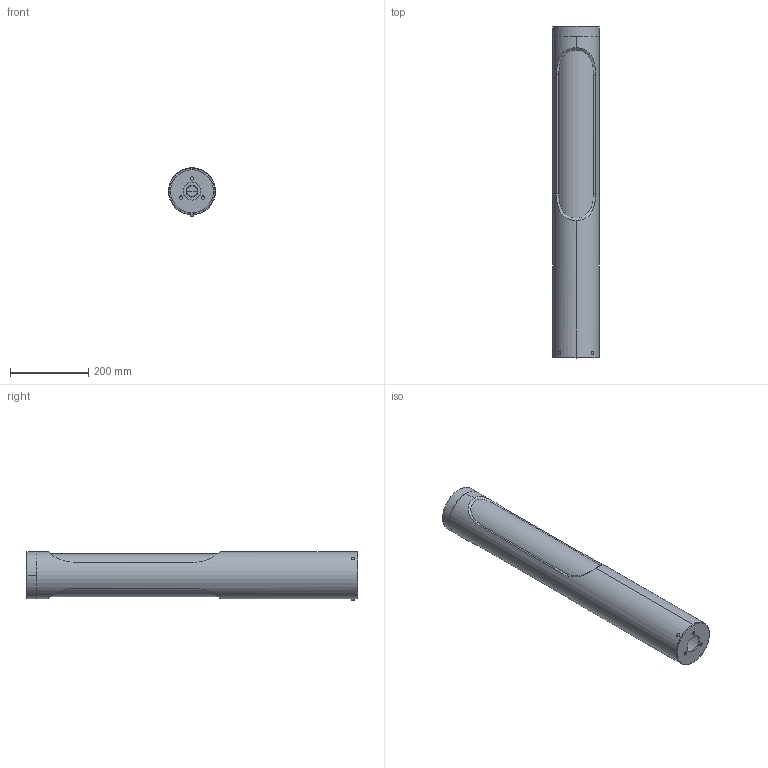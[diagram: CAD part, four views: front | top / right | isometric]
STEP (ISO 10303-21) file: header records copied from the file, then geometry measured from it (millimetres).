
FILE_DESCRIPTION (( 'STEP AP203' ), '1' );
FILE_NAME ('KISA podwojna.STEP', '2021-12-02T13:37:23', ( '' ), ( '' ), 'SwSTEP 2.0', 'SolidWorks 2020', '' );
FILE_SCHEMA (( 'CONFIG_CONTROL_DESIGN' ));
Length unit declared in the file: millimetre
Products named in the file (12): M193_zest elektr kpl_sr_M193B on off; KISA podwojna; M88A-385-1-11 daszek klosza w2_M193_obr; Wkr docisk b 豚a M6x_rs_DIN 914 - M6 x 14-N; M193A_Rura kpl_sr_M193B; TUL SPEC M6_rs_N3; M88A-385-1-14w1 uszczelka rury 100x5_rozci卮ni孤a 109x4,5; M88A-385-1-01 rura 120x5x691_M193B_rs; M193A_Rura spaw_sr_M193B; M88A-385-1-06 klosz w2_M193A_˜cisniety_sr; M88A-385-1-03 blacha podstawy w2_M88A_W1; M108W2_Ko³ek blokady_rs_xxx
Assembly tree (12 placements, depth 4):
  KISA podwojna
    M193A_Rura kpl_sr_M193B
      M193A_Rura spaw_sr_M193B
        M88A-385-1-01 rura 120x5x691_M193B_rs
        M108W2_Ko³ek blokady_rs_xxx  x2
      Wkr docisk b 豚a M6x_rs_DIN 914 - M6 x 14-N
      TUL SPEC M6_rs_N3
      M88A-385-1-06 klosz w2_M193A_˜cisniety_sr
    M193_zest elektr kpl_sr_M193B on off
      M88A-385-1-11 daszek klosza w2_M193_obr
      M88A-385-1-14w1 uszczelka rury 100x5_rozci卮ni孤a 109x4,5
    M88A-385-1-03 blacha podstawy w2_M88A_W1
Bounding box: 120 x 850.03 x 124.03 mm (x, y, z)
Volume: 2017092.8 mm3; surface area: 811333.8 mm2
Topology: 9 solids, 9 shells, 157 faces, 360 edges, 219 vertices
Faces by surface type: cylinder 52, cone 44, plane 35, torus 22, sphere 4
Entity records: 6488 total; most frequent: CARTESIAN_POINT 1745, DIRECTION 802, ORIENTED_EDGE 668, AXIS2_PLACEMENT_3D 336, EDGE_CURVE 334, VERTEX_POINT 207, EDGE_LOOP 173, CIRCLE 172
